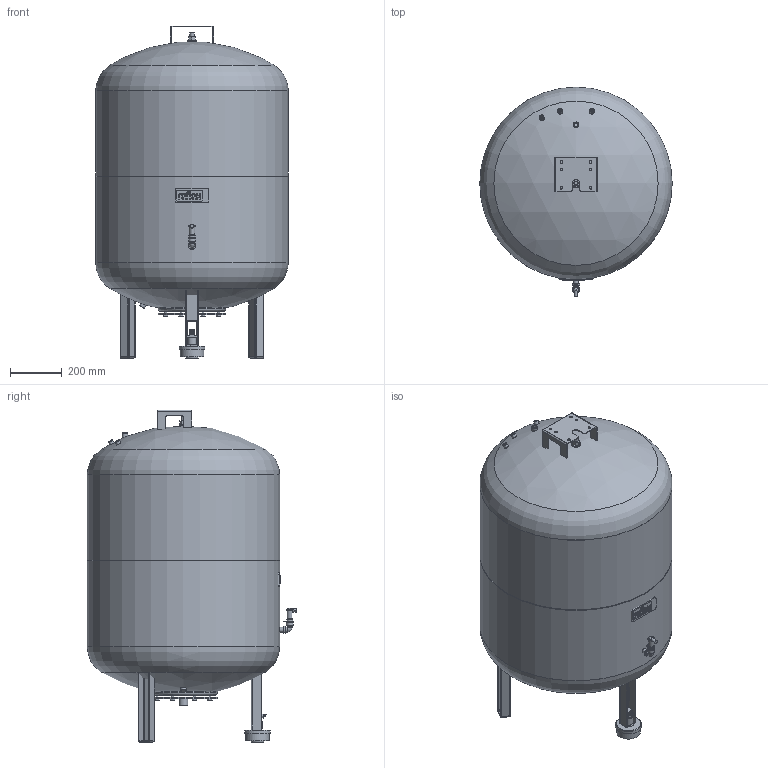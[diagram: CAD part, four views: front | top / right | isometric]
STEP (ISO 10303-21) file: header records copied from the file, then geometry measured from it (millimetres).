
FILE_DESCRIPTION(/* description */ (''),/* implementation_level */ '2;1');
FILE_NAME(/* name */ '3d_ReflexomatRG400_6bar-8799300.stp',/* time_stamp */ '2015-12-08T09:20:06+01:00',/* author */ ('Andrzej'),/* organization */ (''),/* preprocessor_version */ 'ST-DEVELOPER v15.5',/* originating_system */ 'AutoCAD Mechanical',/* authorisation */ '');
FILE_SCHEMA (('AUTOMOTIVE_DESIGN { 1 0 10303 214 3 1 1 }'));
Length unit declared in the file: millimetre
Products named in the file (1): Product
Bounding box: 740 x 806 x 1277 mm (x, y, z)
Volume: 392828891.4 mm3; surface area: 5031533.9 mm2
Topology: 25 solids, 25 shells, 591 faces, 1442 edges, 932 vertices
Faces by surface type: plane 337, cylinder 197, cone 22, torus 16, sphere 15, bspline 4
Full cylindrical faces by diameter (mm): 3.5 x1, 6 x1, 9 x2, 10 x16, 11.445 x3, 13 x1, 13.4 x2, 14.95 x1, 15 x1, 16 x2, 18.5 x4, 20 x4, 21.3 x2, 24 x1, 26 x1, 28 x2, 33.7 x1, 34 x1, 35 x1, 44 x1, 90 x2, 92 x1, 100 x1, 161 x1, 230 x1, 250 x1, 260 x2, 740 x4
Entity records: 17517 total; most frequent: CARTESIAN_POINT 3748, DIRECTION 2910, ORIENTED_EDGE 2624, EDGE_CURVE 1312, AXIS2_PLACEMENT_3D 1036, VERTEX_POINT 902, LINE 838, VECTOR 838
